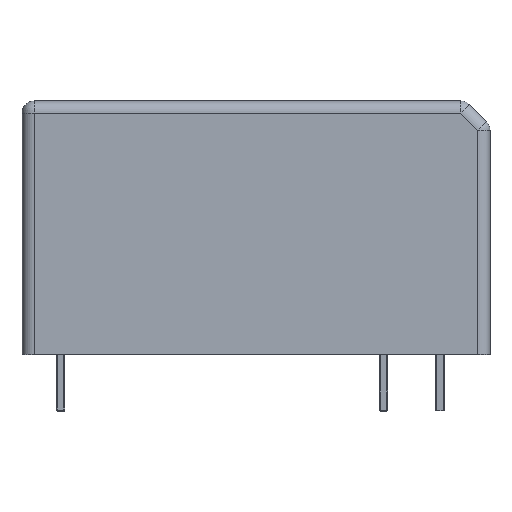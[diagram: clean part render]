
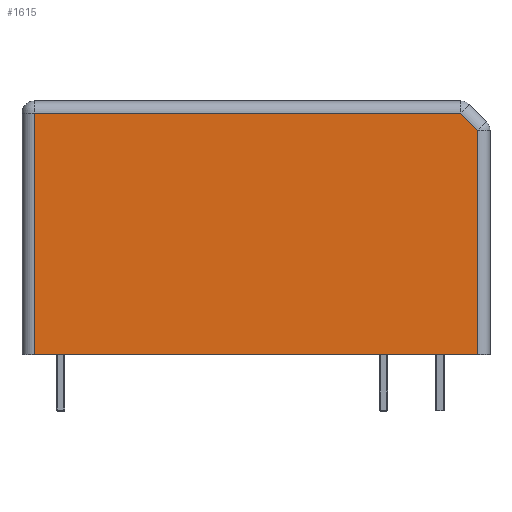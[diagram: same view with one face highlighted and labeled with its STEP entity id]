
A CAD part, top view. The second image highlights one B-rep face of the part: STEP entity #1615.
In plain terms, the highlighted planar face has unit normal (0, 0, 1).
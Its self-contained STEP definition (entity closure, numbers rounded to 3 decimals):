
#232 = FACE_OUTER_BOUND ( 'NONE', #3272, .T. ) ;
#313 = LINE ( 'NONE', #2254, #3039 ) ;
#357 = LINE ( 'NONE', #3231, #3167 ) ;
#378 = VERTEX_POINT ( 'NONE', #3395 ) ;
#414 = ORIENTED_EDGE ( 'NONE', *, *, #1949, .T. ) ;
#419 = ORIENTED_EDGE ( 'NONE', *, *, #854, .T. ) ;
#492 = PLANE ( 'NONE',  #2358 ) ;
#512 = VERTEX_POINT ( 'NONE', #2354 ) ;
#520 = DIRECTION ( 'NONE',  ( -1., 0., 0. ) ) ;
#534 = VERTEX_POINT ( 'NONE', #3475 ) ;
#611 = LINE ( 'NONE', #1430, #1327 ) ;
#724 = VERTEX_POINT ( 'NONE', #1400 ) ;
#854 = EDGE_CURVE ( 'NONE', #512, #378, #313, .T. ) ;
#866 = DIRECTION ( 'NONE',  ( 0., 1., 0. ) ) ;
#894 = EDGE_CURVE ( 'NONE', #534, #724, #611, .T. ) ;
#1069 = LINE ( 'NONE', #2438, #3075 ) ;
#1071 = CARTESIAN_POINT ( 'NONE',  ( -14.5, 14.95, 6.35 ) ) ;
#1308 = CARTESIAN_POINT ( 'NONE',  ( -14.5, 15.7, 6.35 ) ) ;
#1327 = VECTOR ( 'NONE', #2540, 1000. ) ;
#1358 = DIRECTION ( 'NONE',  ( 1., 0., 0. ) ) ;
#1400 = CARTESIAN_POINT ( 'NONE',  ( -13.75, 0., 6.35 ) ) ;
#1430 = CARTESIAN_POINT ( 'NONE',  ( -13.75, 15.7, 6.35 ) ) ;
#1577 = EDGE_CURVE ( 'NONE', #378, #1906, #357, .T. ) ;
#1598 = CARTESIAN_POINT ( 'NONE',  ( 12.689, 14.95, 6.35 ) ) ;
#1615 = ADVANCED_FACE ( 'NONE', ( #232 ), #492, .F. ) ;
#1694 = EDGE_CURVE ( 'NONE', #1906, #534, #2064, .T. ) ;
#1906 = VERTEX_POINT ( 'NONE', #1598 ) ;
#1949 = EDGE_CURVE ( 'NONE', #724, #512, #1069, .T. ) ;
#2064 = LINE ( 'NONE', #1071, #3506 ) ;
#2104 = DIRECTION ( 'NONE',  ( -0.707, 0.707, 0. ) ) ;
#2146 = DIRECTION ( 'NONE',  ( -1., 0., 0. ) ) ;
#2254 = CARTESIAN_POINT ( 'NONE',  ( 13.75, 15.7, 6.35 ) ) ;
#2281 = ORIENTED_EDGE ( 'NONE', *, *, #894, .T. ) ;
#2354 = CARTESIAN_POINT ( 'NONE',  ( 13.75, 0., 6.35 ) ) ;
#2358 = AXIS2_PLACEMENT_3D ( 'NONE', #1308, #2417, #2146 ) ;
#2417 = DIRECTION ( 'NONE',  ( 0., 0., -1. ) ) ;
#2438 = CARTESIAN_POINT ( 'NONE',  ( -14.5, 0., 6.35 ) ) ;
#2479 = ORIENTED_EDGE ( 'NONE', *, *, #1577, .T. ) ;
#2481 = ORIENTED_EDGE ( 'NONE', *, *, #1694, .T. ) ;
#2540 = DIRECTION ( 'NONE',  ( 0., -1., 0. ) ) ;
#3039 = VECTOR ( 'NONE', #866, 1000. ) ;
#3075 = VECTOR ( 'NONE', #1358, 1000. ) ;
#3167 = VECTOR ( 'NONE', #2104, 1000. ) ;
#3231 = CARTESIAN_POINT ( 'NONE',  ( 12.47, 15.17, 6.35 ) ) ;
#3272 = EDGE_LOOP ( 'NONE', ( #2481, #2281, #414, #419, #2479 ) ) ;
#3395 = CARTESIAN_POINT ( 'NONE',  ( 13.75, 13.889, 6.35 ) ) ;
#3475 = CARTESIAN_POINT ( 'NONE',  ( -13.75, 14.95, 6.35 ) ) ;
#3506 = VECTOR ( 'NONE', #520, 1000. ) ;
